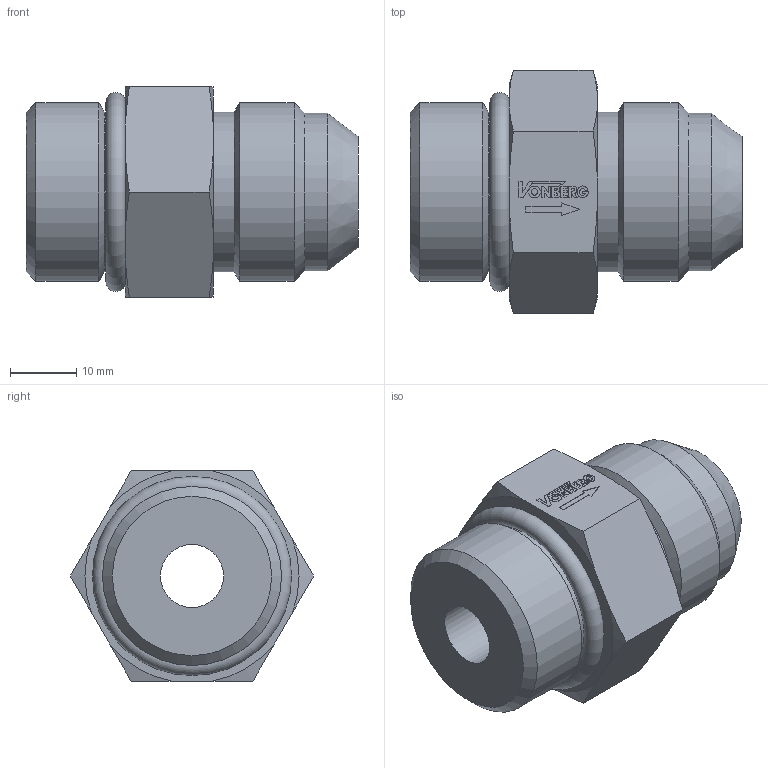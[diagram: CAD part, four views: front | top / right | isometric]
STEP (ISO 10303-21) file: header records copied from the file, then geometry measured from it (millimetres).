
FILE_DESCRIPTION((''),'2;1');
FILE_NAME('28001-812.stp','2015-02-16T09:41:23',('jml'),(''),'Autodesk Inventor 2010','Autodesk Inventor 2010','');
FILE_SCHEMA(('AUTOMOTIVE_DESIGN { 1 0 10303 214 1 1 1 1 }'));
Length unit declared in the file: inch
Products named in the file (3): 28001-812 (LevelofDetail1); 220611; 912 O-RING
Assembly tree (2 placements, depth 2):
  28001-812 (LevelofDetail1)
    220611
    912 O-RING
Bounding box: 50.04 x 36.66 x 31.75 mm (x, y, z)
Volume: 26950.6 mm3; surface area: 8295.8 mm2
Topology: 2 solids, 2 shells, 132 faces, 337 edges, 222 vertices
Faces by surface type: plane 93, cylinder 20, cone 17, bspline 1, torus 1
Full cylindrical faces by diameter (mm): 0.974 x1, 23.698 x1, 24.054 x2, 26.975 x2
Entity records: 4081 total; most frequent: CARTESIAN_POINT 747, ORIENTED_EDGE 648, DIRECTION 630, EDGE_CURVE 324, VECTOR 242, LINE 242, VERTEX_POINT 221, AXIS2_PLACEMENT_3D 194
